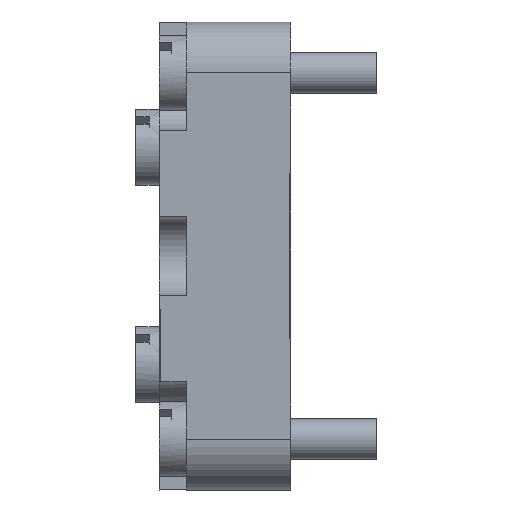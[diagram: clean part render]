
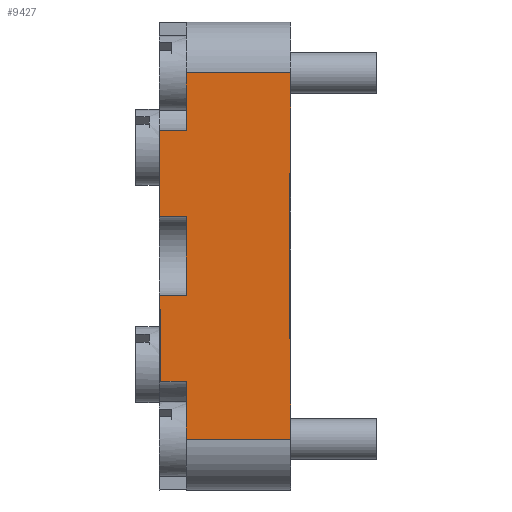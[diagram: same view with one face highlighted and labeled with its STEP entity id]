
A CAD part, left-side view. The second image highlights one B-rep face of the part: STEP entity #9427.
In plain terms, the highlighted free-form (B-spline) face has degree [1, 1] with [2, 2] control points.
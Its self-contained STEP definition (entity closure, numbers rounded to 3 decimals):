
#8862=CARTESIAN_POINT('V100',(-42.5,7.7,
   -13.5));
#8863=VERTEX_POINT('V100',#8862);
#8886=CARTESIAN_POINT('V101',(-42.5,0.,
   -13.5));
#8887=VERTEX_POINT('V101',#8886);
#8901=CARTESIAN_POINT('E128',(-42.5,0.,
   -13.5));
#8902=CARTESIAN_POINT('E128',(-42.5,7.7,
   -13.5));
#8903=B_SPLINE_CURVE_WITH_KNOTS('E128',1,(#8901,#8902),
   .POLYLINE_FORM.,.F.,.U.,(2,2),(0.0,0.794),
   .UNSPECIFIED.);
#8904=EDGE_CURVE('E128',#8887,#8863,#8903,.T.);
#8914=CARTESIAN_POINT('V94',(-42.5,7.7,
   -2.9));
#8915=VERTEX_POINT('V94',#8914);
#8916=CARTESIAN_POINT('V93',(-42.5,7.7,
   2.9));
#8917=VERTEX_POINT('V93',#8916);
#8933=CARTESIAN_POINT('E121',(-42.5,7.7,
   2.9));
#8934=CARTESIAN_POINT('E121',(-42.5,7.7,
   -2.9));
#8935=QUASI_UNIFORM_CURVE('E121',1,(#8933,#8934),.POLYLINE_FORM.,.F.,
   .U.);
#8936=EDGE_CURVE('E121',#8917,#8915,#8935,.T.);
#8959=CARTESIAN_POINT('V95',(-42.5,9.7,
   -2.9));
#8960=VERTEX_POINT('V95',#8959);
#8961=CARTESIAN_POINT('E122',(-42.5,7.7,
   -2.9));
#8962=CARTESIAN_POINT('E122',(-42.5,9.7,
   -2.9));
#8963=QUASI_UNIFORM_CURVE('E122',1,(#8961,#8962),.POLYLINE_FORM.,.F.,
   .U.);
#8964=EDGE_CURVE('E122',#8915,#8960,#8963,.T.);
#8967=CARTESIAN_POINT('V92',(-42.5,9.7,
   2.9));
#8968=VERTEX_POINT('V92',#8967);
#8969=CARTESIAN_POINT('E120',(-42.5,9.7,
   2.9));
#8970=CARTESIAN_POINT('E120',(-42.5,7.7,
   2.9));
#8971=QUASI_UNIFORM_CURVE('E120',1,(#8969,#8970),.POLYLINE_FORM.,.F.,
   .U.);
#8972=EDGE_CURVE('E120',#8968,#8917,#8971,.T.);
#9227=CARTESIAN_POINT('V89',(-42.5,7.7,
   13.5));
#9228=VERTEX_POINT('V89',#9227);
#9229=CARTESIAN_POINT('V90',(-42.5,7.7,
   9.25));
#9230=VERTEX_POINT('V90',#9229);
#9231=CARTESIAN_POINT('E117',(-42.5,7.7,
   13.5));
#9232=CARTESIAN_POINT('E117',(-42.5,7.7,
   9.25));
#9233=QUASI_UNIFORM_CURVE('E117',1,(#9231,#9232),.POLYLINE_FORM.,.F.,
   .U.);
#9234=EDGE_CURVE('E117',#9228,#9230,#9233,.T.);
#9306=CARTESIAN_POINT('V88',(-42.5,0.,
   13.5));
#9307=VERTEX_POINT('V88',#9306);
#9308=CARTESIAN_POINT('E116',(-42.5,0.,
   13.5));
#9309=CARTESIAN_POINT('E116',(-42.5,7.7,
   13.5));
#9310=B_SPLINE_CURVE_WITH_KNOTS('E116',1,(#9308,#9309),
   .POLYLINE_FORM.,.F.,.U.,(2,2),(0.0,0.794),
   .UNSPECIFIED.);
#9311=EDGE_CURVE('E116',#9307,#9228,#9310,.T.);
#9336=CARTESIAN_POINT('F34',(-42.5,9.7,
   13.5));
#9337=CARTESIAN_POINT('F34',(-42.5,9.7,
   -13.5));
#9338=CARTESIAN_POINT('F34',(-42.5,0.,
   13.5));
#9339=CARTESIAN_POINT('F34',(-42.5,0.,
   -13.5));
#9340=B_SPLINE_SURFACE_WITH_KNOTS('F34',1,1,((#9336,#9338),(#9337,
   #9339)),.PLANE_SURF.,.F.,.F.,.U.,(2,2),(2,2),(0.0,
   2.784),(0.0,1.0),.UNSPECIFIED.);
#9341=CARTESIAN_POINT('V85',(-42.5,0.1,
   -6.1));
#9342=VERTEX_POINT('V85',#9341);
#9343=CARTESIAN_POINT('V86',(-42.5,0.1,
   6.1));
#9344=VERTEX_POINT('V86',#9343);
#9345=CARTESIAN_POINT('E113',(-42.5,0.1,
   -6.1));
#9346=CARTESIAN_POINT('E113',(-42.5,0.1,
   6.1));
#9347=B_SPLINE_CURVE_WITH_KNOTS('E113',1,(#9345,#9346),
   .POLYLINE_FORM.,.F.,.U.,(2,2),(0.0,122.0),.UNSPECIFIED.);
#9348=EDGE_CURVE('E113',#9342,#9344,#9347,.T.);
#9349=ORIENTED_EDGE('E113',*,*,#9348,.T.);
#9350=CARTESIAN_POINT('V87',(-42.5,0.0,
   6.1));
#9351=VERTEX_POINT('V87',#9350);
#9352=CARTESIAN_POINT('E114',(-42.5,0.1,
   6.1));
#9353=CARTESIAN_POINT('E114',(-42.5,0.,
   6.1));
#9354=QUASI_UNIFORM_CURVE('E114',1,(#9352,#9353),.POLYLINE_FORM.,.F.,
   .U.);
#9355=EDGE_CURVE('E114',#9344,#9351,#9354,.T.);
#9356=ORIENTED_EDGE('E114',*,*,#9355,.T.);
#9357=CARTESIAN_POINT('E115',(-42.5,0.,
   13.5));
#9358=CARTESIAN_POINT('E115',(-42.5,0.,
   6.1));
#9359=B_SPLINE_CURVE_WITH_KNOTS('E115',1,(#9357,#9358),
   .POLYLINE_FORM.,.F.,.U.,(2,2),(0.0,0.274),
   .UNSPECIFIED.);
#9360=EDGE_CURVE('E115',#9307,#9351,#9359,.T.);
#9361=ORIENTED_EDGE('E115',*,*,#9360,.F.);
#9362=ORIENTED_EDGE('E116',*,*,#9311,.T.);
#9363=ORIENTED_EDGE('E117',*,*,#9234,.T.);
#9364=CARTESIAN_POINT('V91',(-42.5,9.7,
   9.25));
#9365=VERTEX_POINT('V91',#9364);
#9366=CARTESIAN_POINT('E118',(-42.5,7.7,
   9.25));
#9367=CARTESIAN_POINT('E118',(-42.5,9.7,
   9.25));
#9368=QUASI_UNIFORM_CURVE('E118',1,(#9366,#9367),.POLYLINE_FORM.,.F.,
   .U.);
#9369=EDGE_CURVE('E118',#9230,#9365,#9368,.T.);
#9370=ORIENTED_EDGE('E118',*,*,#9369,.T.);
#9371=CARTESIAN_POINT('E119',(-42.5,9.7,
   2.9));
#9372=CARTESIAN_POINT('E119',(-42.5,9.7,
   9.25));
#9373=B_SPLINE_CURVE_WITH_KNOTS('E119',1,(#9371,#9372),
   .POLYLINE_FORM.,.F.,.U.,(2,2),(0.607,
   0.843),.UNSPECIFIED.);
#9374=EDGE_CURVE('E119',#8968,#9365,#9373,.T.);
#9375=ORIENTED_EDGE('E119',*,*,#9374,.F.);
#9376=ORIENTED_EDGE('E120',*,*,#8972,.T.);
#9377=ORIENTED_EDGE('F123',*,*,#8936,.T.);
#9378=ORIENTED_EDGE('E122',*,*,#8964,.T.);
#9379=CARTESIAN_POINT('V96',(-42.5,9.7,
   -3.95));
#9380=VERTEX_POINT('V96',#9379);
#9381=CARTESIAN_POINT('E123',(-42.5,9.7,
   -3.95));
#9382=CARTESIAN_POINT('E123',(-42.5,9.7,
   -2.9));
#9383=B_SPLINE_CURVE_WITH_KNOTS('E123',1,(#9381,#9382),
   .POLYLINE_FORM.,.F.,.U.,(2,2),(0.354,
   0.393),.UNSPECIFIED.);
#9384=EDGE_CURVE('E123',#9380,#8960,#9383,.T.);
#9385=ORIENTED_EDGE('E123',*,*,#9384,.F.);
#9386=CARTESIAN_POINT('V97',(-42.5,9.6,
   -3.95));
#9387=VERTEX_POINT('V97',#9386);
#9388=CARTESIAN_POINT('E124',(-42.5,9.7,
   -3.95));
#9389=CARTESIAN_POINT('E124',(-42.5,9.6,
   -3.95));
#9390=QUASI_UNIFORM_CURVE('E124',1,(#9388,#9389),.POLYLINE_FORM.,.F.,
   .U.);
#9391=EDGE_CURVE('E124',#9380,#9387,#9390,.T.);
#9392=ORIENTED_EDGE('E124',*,*,#9391,.T.);
#9393=CARTESIAN_POINT('V98',(-42.5,9.6,
   -9.25));
#9394=VERTEX_POINT('V98',#9393);
#9395=CARTESIAN_POINT('E125',(-42.5,9.6,
   -3.95));
#9396=CARTESIAN_POINT('E125',(-42.5,9.6,
   -9.25));
#9397=B_SPLINE_CURVE_WITH_KNOTS('E125',1,(#9395,#9396),
   .POLYLINE_FORM.,.F.,.U.,(2,2),(2.,55.0),
   .UNSPECIFIED.);
#9398=EDGE_CURVE('E125',#9387,#9394,#9397,.T.);
#9399=ORIENTED_EDGE('E125',*,*,#9398,.T.);
#9400=CARTESIAN_POINT('V99',(-42.5,7.7,
   -9.25));
#9401=VERTEX_POINT('V99',#9400);
#9402=CARTESIAN_POINT('E126',(-42.5,9.6,
   -9.25));
#9403=CARTESIAN_POINT('E126',(-42.5,7.7,
   -9.25));
#9404=B_SPLINE_CURVE_WITH_KNOTS('E126',1,(#9402,#9403),
   .POLYLINE_FORM.,.F.,.U.,(2,2),(0.05,1.0),
   .UNSPECIFIED.);
#9405=EDGE_CURVE('E126',#9394,#9401,#9404,.T.);
#9406=ORIENTED_EDGE('E126',*,*,#9405,.T.);
#9407=CARTESIAN_POINT('E127',(-42.5,7.7,
   -9.25));
#9408=CARTESIAN_POINT('E127',(-42.5,7.7,
   -13.5));
#9409=QUASI_UNIFORM_CURVE('E127',1,(#9407,#9408),.POLYLINE_FORM.,.F.,
   .U.);
#9410=EDGE_CURVE('E127',#9401,#8863,#9409,.T.);
#9411=ORIENTED_EDGE('E127',*,*,#9410,.T.);
#9412=ORIENTED_EDGE('F119',*,*,#8904,.F.);
#9413=CARTESIAN_POINT('V102',(-42.5,0.0,
   -6.1));
#9414=VERTEX_POINT('V102',#9413);
#9415=CARTESIAN_POINT('E129',(-42.5,0.,
   -6.1));
#9416=CARTESIAN_POINT('E129',(-42.5,0.,
   -13.5));
#9417=B_SPLINE_CURVE_WITH_KNOTS('E129',1,(#9415,#9416),
   .POLYLINE_FORM.,.F.,.U.,(2,2),(0.726,1.0),
   .UNSPECIFIED.);
#9418=EDGE_CURVE('E129',#9414,#8887,#9417,.T.);
#9419=ORIENTED_EDGE('E129',*,*,#9418,.F.);
#9420=CARTESIAN_POINT('E130',(-42.5,0.,
   -6.1));
#9421=CARTESIAN_POINT('E130',(-42.5,0.1,
   -6.1));
#9422=QUASI_UNIFORM_CURVE('E130',1,(#9420,#9421),.POLYLINE_FORM.,.F.,
   .U.);
#9423=EDGE_CURVE('E130',#9414,#9342,#9422,.T.);
#9424=ORIENTED_EDGE('E130',*,*,#9423,.T.);
#9425=EDGE_LOOP('F34',(#9349,#9356,#9361,#9362,#9363,#9370,#9375,
   #9376,#9377,#9378,#9385,#9392,#9399,#9406,#9411,#9412,#9419,#9424)
   );
#9426=FACE_OUTER_BOUND('F34',#9425,.T.);
#9427=ADVANCED_FACE('F34',(#9426),#9340,.T.);
